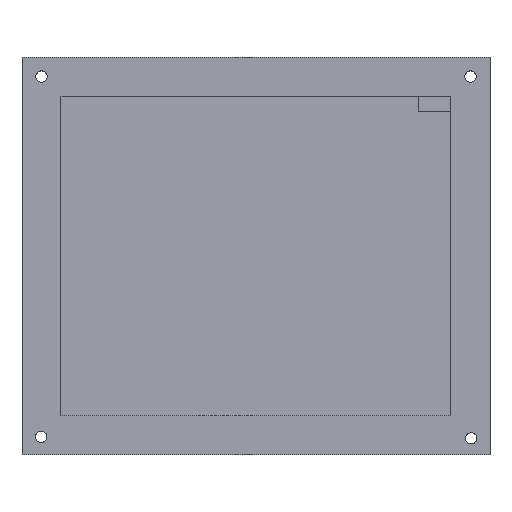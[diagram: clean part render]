
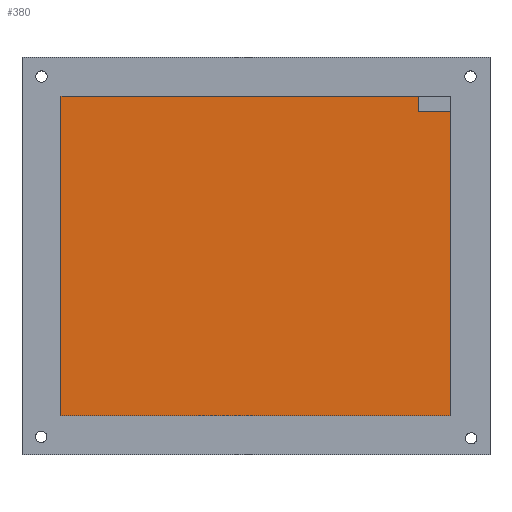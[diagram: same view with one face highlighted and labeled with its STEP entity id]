
A CAD part, top view. The second image highlights one B-rep face of the part: STEP entity #380.
In plain terms, the highlighted planar face has unit normal (0, 0, 1).
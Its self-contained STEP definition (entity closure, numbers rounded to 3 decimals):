
#44=FACE_OUTER_BOUND('',#64,.T.);
#64=EDGE_LOOP('',(#296,#297,#298,#299,#300,#301));
#91=LINE('',#548,#134);
#97=LINE('',#560,#140);
#102=LINE('',#569,#145);
#104=LINE('',#573,#147);
#111=LINE('',#588,#154);
#112=LINE('',#589,#155);
#134=VECTOR('',#445,10.);
#140=VECTOR('',#455,10.);
#145=VECTOR('',#462,10.);
#147=VECTOR('',#466,10.);
#154=VECTOR('',#477,10.);
#155=VECTOR('',#478,10.);
#176=VERTEX_POINT('',#545);
#177=VERTEX_POINT('',#547);
#181=VERTEX_POINT('',#559);
#184=VERTEX_POINT('',#567);
#185=VERTEX_POINT('',#572);
#191=VERTEX_POINT('',#587);
#211=EDGE_CURVE('',#177,#176,#91,.T.);
#217=EDGE_CURVE('',#181,#177,#97,.T.);
#222=EDGE_CURVE('',#184,#176,#102,.T.);
#224=EDGE_CURVE('',#181,#185,#104,.T.);
#231=EDGE_CURVE('',#191,#184,#111,.T.);
#232=EDGE_CURVE('',#185,#191,#112,.T.);
#296=ORIENTED_EDGE('',*,*,#211,.T.);
#297=ORIENTED_EDGE('',*,*,#222,.F.);
#298=ORIENTED_EDGE('',*,*,#231,.F.);
#299=ORIENTED_EDGE('',*,*,#232,.F.);
#300=ORIENTED_EDGE('',*,*,#224,.F.);
#301=ORIENTED_EDGE('',*,*,#217,.T.);
#365=PLANE('',#413);
#380=ADVANCED_FACE('',(#44),#365,.T.);
#413=AXIS2_PLACEMENT_3D('',#586,#475,#476);
#445=DIRECTION('',(0.,1.,0.));
#455=DIRECTION('',(-1.,0.,0.));
#462=DIRECTION('',(1.,0.,0.));
#466=DIRECTION('',(0.,-1.,0.));
#475=DIRECTION('center_axis',(0.,0.,1.));
#476=DIRECTION('ref_axis',(1.,0.,0.));
#477=DIRECTION('',(0.,1.,0.));
#478=DIRECTION('',(-1.,0.,0.));
#545=CARTESIAN_POINT('',(91.6,0.,3.));
#547=CARTESIAN_POINT('',(91.6,-4.,3.));
#548=CARTESIAN_POINT('',(91.6,-10.5,3.));
#559=CARTESIAN_POINT('',(100.,-4.,3.));
#560=CARTESIAN_POINT('',(72.9,-4.,3.));
#567=CARTESIAN_POINT('',(0.,0.,3.));
#569=CARTESIAN_POINT('',(25.,0.,3.));
#572=CARTESIAN_POINT('',(100.,-82.,3.));
#573=CARTESIAN_POINT('',(100.,-20.5,3.));
#586=CARTESIAN_POINT('Origin',(50.,-41.,3.));
#587=CARTESIAN_POINT('',(0.,-82.,3.));
#588=CARTESIAN_POINT('',(0.,-61.5,3.));
#589=CARTESIAN_POINT('',(75.,-82.,3.));
